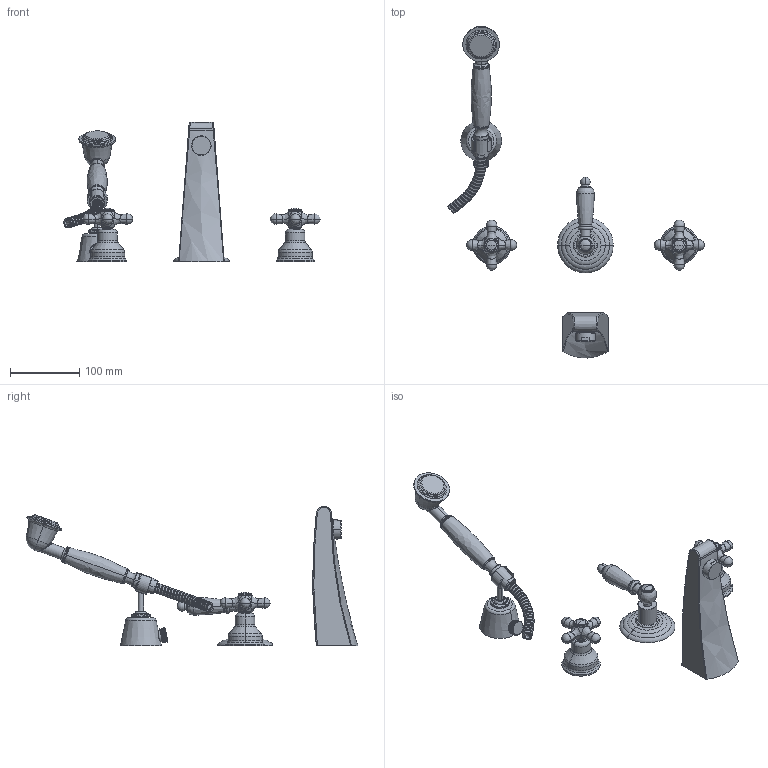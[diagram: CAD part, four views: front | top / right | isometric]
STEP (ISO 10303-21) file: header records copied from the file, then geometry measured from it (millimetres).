
FILE_DESCRIPTION((''),'2;1');
FILE_NAME('IRV001CR','2021-11-10T17:02:23',('ut3'),('PAFFONI SpA'),'CREO PARAMETRIC BY PTC INC, 2020044','CREO PARAMETRIC BY PTC INC, 2020044','');
FILE_SCHEMA(('CONFIG_CONTROL_DESIGN','SHAPE_APPEARANCE_LAYERS_GROUPS'));
Products named in the file (1): IRV001CR
Bounding box: 369.08 x 477.71 x 200.5 mm (x, y, z)
Volume: 897821.5 mm3; surface area: 144957 mm2
Topology: 5 solids, 6 shells, 439 faces, 982 edges, 560 vertices
Faces by surface type: bspline 118, torus 96, cylinder 82, plane 70, cone 43, sphere 30
Entity records: 41507 total; most frequent: CARTESIAN_POINT 28662, ORIENTED_EDGE 1904, DIRECTION 1857, EDGE_CURVE 952, AXIS2_PLACEMENT_3D 824, FILL_AREA_STYLE_COLOUR 574, FILL_AREA_STYLE 574, SURFACE_STYLE_FILL_AREA 574
